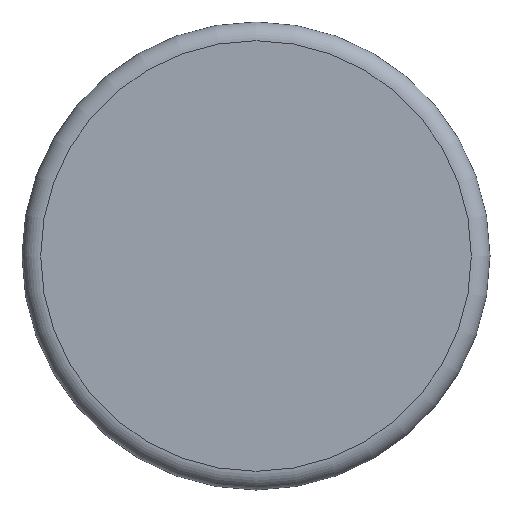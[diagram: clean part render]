
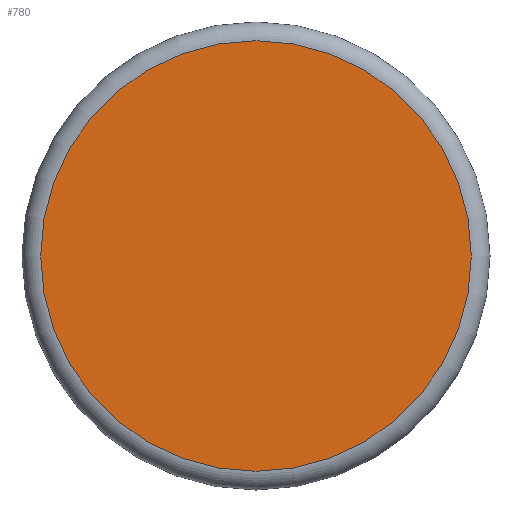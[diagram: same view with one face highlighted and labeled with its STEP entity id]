
A CAD part, front view. The second image highlights one B-rep face of the part: STEP entity #780.
In plain terms, the highlighted planar face has unit normal (0, -1, 0).
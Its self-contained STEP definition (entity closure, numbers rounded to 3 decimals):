
#241=PLANE('',#931);
#265=FACE_OUTER_BOUND('',#310,.T.);
#310=EDGE_LOOP('',(#566,#567));
#359=CIRCLE('',#926,11.5);
#363=CIRCLE('',#930,11.5);
#378=VERTEX_POINT('',#1154);
#379=VERTEX_POINT('',#1155);
#451=EDGE_CURVE('',#378,#379,#359,.T.);
#455=EDGE_CURVE('',#379,#378,#363,.T.);
#566=ORIENTED_EDGE('',*,*,#451,.F.);
#567=ORIENTED_EDGE('',*,*,#455,.F.);
#780=ADVANCED_FACE('',(#265),#241,.F.);
#926=AXIS2_PLACEMENT_3D('',#1156,#984,#985);
#930=AXIS2_PLACEMENT_3D('',#1162,#992,#993);
#931=AXIS2_PLACEMENT_3D('',#1163,#994,#995);
#984=DIRECTION('center_axis',(0.,1.,0.));
#985=DIRECTION('ref_axis',(1.,0.,0.));
#992=DIRECTION('center_axis',(0.,1.,0.));
#993=DIRECTION('ref_axis',(1.,0.,0.));
#994=DIRECTION('center_axis',(0.,1.,0.));
#995=DIRECTION('ref_axis',(0.,0.,1.));
#1154=CARTESIAN_POINT('',(-11.5,-3.5,0.));
#1155=CARTESIAN_POINT('',(0.,-3.5,11.5));
#1156=CARTESIAN_POINT('Origin',(0.,-3.5,0.));
#1162=CARTESIAN_POINT('Origin',(0.,-3.5,0.));
#1163=CARTESIAN_POINT('Origin',(0.,-3.5,0.));
